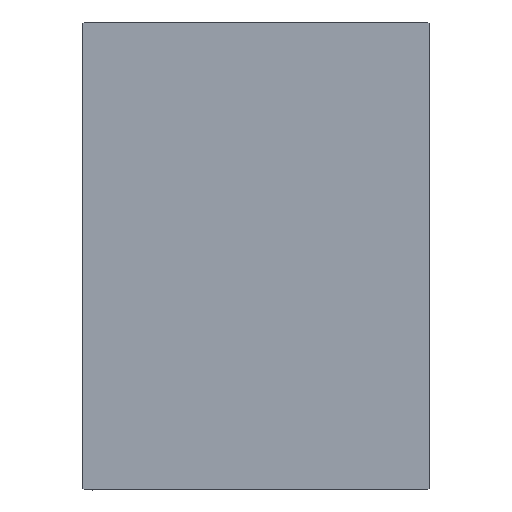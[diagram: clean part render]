
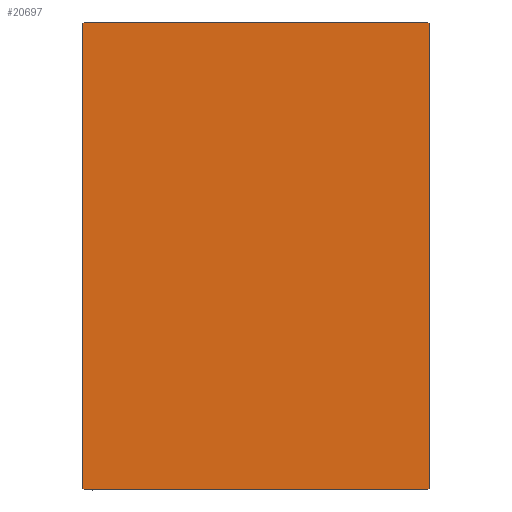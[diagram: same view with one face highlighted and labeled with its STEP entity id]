
A CAD part, left-side view. The second image highlights one B-rep face of the part: STEP entity #20697.
In plain terms, the highlighted face is planar.
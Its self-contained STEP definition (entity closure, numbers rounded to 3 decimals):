
#1939 = EDGE_CURVE ( 'NONE', #34369, #39874, #33705, .T. ) ;
#2012 = PLANE ( 'NONE',  #23147 ) ;
#2174 = CARTESIAN_POINT ( 'NONE',  ( 263., -31.5, -42.5 ) ) ;
#2390 = VERTEX_POINT ( 'NONE', #5647 ) ;
#2947 = LINE ( 'NONE', #16274, #30050 ) ;
#3058 = DIRECTION ( 'NONE',  ( 0., 0.707, 0.707 ) ) ;
#4707 = CARTESIAN_POINT ( 'NONE',  ( 263., 36.85, 36.85 ) ) ;
#5647 = CARTESIAN_POINT ( 'NONE',  ( 263., 31.2, -42.5 ) ) ;
#6652 = DIRECTION ( 'NONE',  ( 0., 0.707, -0.707 ) ) ;
#6800 = CARTESIAN_POINT ( 'NONE',  ( 263., -31.5, 42.2 ) ) ;
#7294 = LINE ( 'NONE', #30674, #36692 ) ;
#7989 = LINE ( 'NONE', #4707, #22795 ) ;
#8155 = VECTOR ( 'NONE', #16292, 1000. ) ;
#8294 = VERTEX_POINT ( 'NONE', #28253 ) ;
#8643 = ORIENTED_EDGE ( 'NONE', *, *, #20161, .T. ) ;
#9212 = VERTEX_POINT ( 'NONE', #24938 ) ;
#9851 = DIRECTION ( 'NONE',  ( 0., -1., 0. ) ) ;
#11449 = EDGE_CURVE ( 'NONE', #15684, #8294, #2947, .T. ) ;
#11512 = ORIENTED_EDGE ( 'NONE', *, *, #35297, .T. ) ;
#13981 = EDGE_CURVE ( 'NONE', #2390, #34369, #17399, .T. ) ;
#15345 = CARTESIAN_POINT ( 'NONE',  ( 263., 0., 0. ) ) ;
#15562 = FACE_OUTER_BOUND ( 'NONE', #41784, .T. ) ;
#15684 = VERTEX_POINT ( 'NONE', #16452 ) ;
#16274 = CARTESIAN_POINT ( 'NONE',  ( 263., -36.85, -36.85 ) ) ;
#16292 = DIRECTION ( 'NONE',  ( 0., 0., 1. ) ) ;
#16452 = CARTESIAN_POINT ( 'NONE',  ( 263., -31.5, -42.2 ) ) ;
#16842 = VECTOR ( 'NONE', #39353, 1000. ) ;
#17050 = CARTESIAN_POINT ( 'NONE',  ( 263., 31.5, 42.5 ) ) ;
#17399 = LINE ( 'NONE', #19672, #35709 ) ;
#18329 = EDGE_CURVE ( 'NONE', #9212, #29405, #30171, .T. ) ;
#18415 = EDGE_CURVE ( 'NONE', #27804, #9212, #40034, .T. ) ;
#19477 = CARTESIAN_POINT ( 'NONE',  ( 263., -36.85, 36.85 ) ) ;
#19573 = CARTESIAN_POINT ( 'NONE',  ( 263., 31.5, -42.5 ) ) ;
#19672 = CARTESIAN_POINT ( 'NONE',  ( 263., 36.85, -36.85 ) ) ;
#20161 = EDGE_CURVE ( 'NONE', #8294, #2390, #28841, .T. ) ;
#20332 = DIRECTION ( 'NONE',  ( 0., -0.707, -0.707 ) ) ;
#20697 = ADVANCED_FACE ( 'NONE', ( #15562 ), #2012, .T. ) ;
#21833 = CARTESIAN_POINT ( 'NONE',  ( 263., 31.5, 42.2 ) ) ;
#22795 = VECTOR ( 'NONE', #31372, 1000. ) ;
#23127 = VECTOR ( 'NONE', #20332, 1000. ) ;
#23147 = AXIS2_PLACEMENT_3D ( 'NONE', #15345, #28680, #25847 ) ;
#23423 = CARTESIAN_POINT ( 'NONE',  ( 263., 31.5, -42.2 ) ) ;
#24938 = CARTESIAN_POINT ( 'NONE',  ( 263., -31.2, 42.5 ) ) ;
#24973 = ORIENTED_EDGE ( 'NONE', *, *, #13981, .T. ) ;
#25847 = DIRECTION ( 'NONE',  ( 0., 0., -1. ) ) ;
#27409 = DIRECTION ( 'NONE',  ( 0., 0., -1. ) ) ;
#27804 = VERTEX_POINT ( 'NONE', #31988 ) ;
#28040 = ORIENTED_EDGE ( 'NONE', *, *, #18415, .T. ) ;
#28253 = CARTESIAN_POINT ( 'NONE',  ( 263., -31.2, -42.5 ) ) ;
#28680 = DIRECTION ( 'NONE',  ( 1., 0., 0. ) ) ;
#28841 = LINE ( 'NONE', #2174, #16842 ) ;
#29405 = VERTEX_POINT ( 'NONE', #6800 ) ;
#30050 = VECTOR ( 'NONE', #6652, 1000. ) ;
#30171 = LINE ( 'NONE', #19477, #23127 ) ;
#30674 = CARTESIAN_POINT ( 'NONE',  ( 263., -31.5, 42.5 ) ) ;
#31372 = DIRECTION ( 'NONE',  ( 0., -0.707, 0.707 ) ) ;
#31988 = CARTESIAN_POINT ( 'NONE',  ( 263., 31.2, 42.5 ) ) ;
#32244 = ORIENTED_EDGE ( 'NONE', *, *, #18329, .T. ) ;
#33705 = LINE ( 'NONE', #19573, #8155 ) ;
#33831 = ORIENTED_EDGE ( 'NONE', *, *, #11449, .T. ) ;
#33874 = ORIENTED_EDGE ( 'NONE', *, *, #1939, .T. ) ;
#34301 = VECTOR ( 'NONE', #9851, 1000. ) ;
#34321 = EDGE_CURVE ( 'NONE', #39874, #27804, #7989, .T. ) ;
#34369 = VERTEX_POINT ( 'NONE', #23423 ) ;
#35297 = EDGE_CURVE ( 'NONE', #29405, #15684, #7294, .T. ) ;
#35709 = VECTOR ( 'NONE', #3058, 1000. ) ;
#36692 = VECTOR ( 'NONE', #27409, 1000. ) ;
#39353 = DIRECTION ( 'NONE',  ( 0., 1., 0. ) ) ;
#39874 = VERTEX_POINT ( 'NONE', #21833 ) ;
#40034 = LINE ( 'NONE', #17050, #34301 ) ;
#41174 = ORIENTED_EDGE ( 'NONE', *, *, #34321, .T. ) ;
#41784 = EDGE_LOOP ( 'NONE', ( #8643, #24973, #33874, #41174, #28040, #32244, #11512, #33831 ) ) ;
